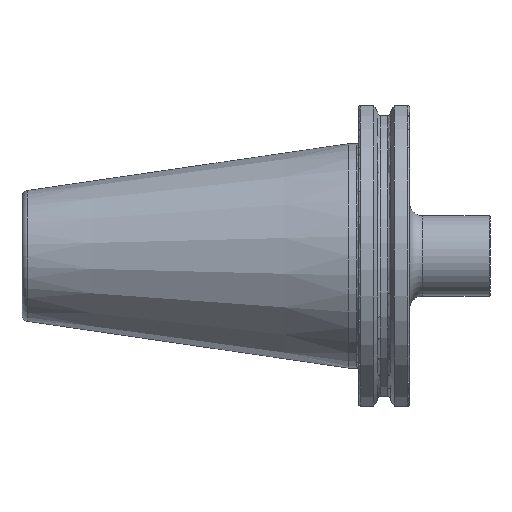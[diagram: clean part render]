
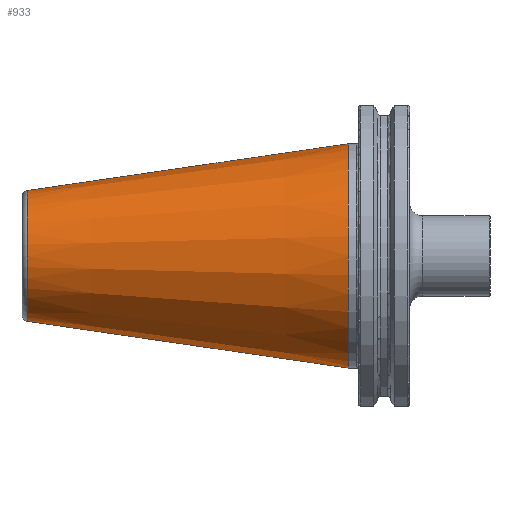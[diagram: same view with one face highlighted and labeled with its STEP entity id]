
A CAD part, front view. The second image highlights one B-rep face of the part: STEP entity #933.
In plain terms, the highlighted conical face has half-angle 8.297 degrees and reference radius 34.925 mm.
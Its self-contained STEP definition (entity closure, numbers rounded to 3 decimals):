
#108 = CARTESIAN_POINT ( 'NONE',  ( 0., 0., -34.925 ) ) ;
#401 = VECTOR ( 'NONE', #2072, 1000. ) ;
#414 = LINE ( 'NONE', #2060, #401 ) ;
#437 = DIRECTION ( 'NONE',  ( 0.99, 0., -0.144 ) ) ;
#470 = CARTESIAN_POINT ( 'NONE',  ( 0., 0., 34.925 ) ) ;
#682 = DIRECTION ( 'NONE',  ( 0., 0., 1. ) ) ;
#723 = VERTEX_POINT ( 'NONE', #3731 ) ;
#757 = DIRECTION ( 'NONE',  ( -1., 0., 0. ) ) ;
#815 = CIRCLE ( 'NONE', #2312, 34.925 ) ;
#910 = CARTESIAN_POINT ( 'NONE',  ( 0., 0., 0. ) ) ;
#933 = ADVANCED_FACE ( 'NONE', ( #5274 ), #5151, .T. ) ;
#1381 = VERTEX_POINT ( 'NONE', #2678 ) ;
#1422 = CIRCLE ( 'NONE', #2862, 20.358 ) ;
#1615 = DIRECTION ( 'NONE',  ( 1., 0., 0. ) ) ;
#1617 = CARTESIAN_POINT ( 'NONE',  ( 0., 0., 0. ) ) ;
#1636 = DIRECTION ( 'NONE',  ( 0., 0., -1. ) ) ;
#1861 = AXIS2_PLACEMENT_3D ( 'NONE', #1617, #1615, #1636 ) ;
#2060 = CARTESIAN_POINT ( 'NONE',  ( 0., 0., 34.925 ) ) ;
#2072 = DIRECTION ( 'NONE',  ( 0.99, 0., 0.144 ) ) ;
#2312 = AXIS2_PLACEMENT_3D ( 'NONE', #910, #757, #682 ) ;
#2555 = VECTOR ( 'NONE', #437, 1000. ) ;
#2561 = LINE ( 'NONE', #108, #2555 ) ;
#2620 = EDGE_CURVE ( 'NONE', #4908, #1381, #2561, .T. ) ;
#2653 = VERTEX_POINT ( 'NONE', #470 ) ;
#2678 = CARTESIAN_POINT ( 'NONE',  ( 0., 0., -34.925 ) ) ;
#2727 = ORIENTED_EDGE ( 'NONE', *, *, #4749, .T. ) ;
#2733 = ORIENTED_EDGE ( 'NONE', *, *, #2620, .T. ) ;
#2739 = ORIENTED_EDGE ( 'NONE', *, *, #4124, .F. ) ;
#2740 = ORIENTED_EDGE ( 'NONE', *, *, #5017, .F. ) ;
#2862 = AXIS2_PLACEMENT_3D ( 'NONE', #4413, #4388, #4356 ) ;
#3731 = CARTESIAN_POINT ( 'NONE',  ( -99.889, 0., 20.358 ) ) ;
#4124 = EDGE_CURVE ( 'NONE', #4908, #723, #1422, .T. ) ;
#4356 = DIRECTION ( 'NONE',  ( 0., 0., 1. ) ) ;
#4388 = DIRECTION ( 'NONE',  ( -1., 0., 0. ) ) ;
#4413 = CARTESIAN_POINT ( 'NONE',  ( -99.889, 0., 0. ) ) ;
#4749 = EDGE_CURVE ( 'NONE', #1381, #2653, #815, .T. ) ;
#4908 = VERTEX_POINT ( 'NONE', #4935 ) ;
#4935 = CARTESIAN_POINT ( 'NONE',  ( -99.889, 0., -20.358 ) ) ;
#5017 = EDGE_CURVE ( 'NONE', #723, #2653, #414, .T. ) ;
#5072 = EDGE_LOOP ( 'NONE', ( #2740, #2739, #2733, #2727 ) ) ;
#5151 = CONICAL_SURFACE ( 'NONE', #1861, 34.925, 0.145 ) ;
#5274 = FACE_OUTER_BOUND ( 'NONE', #5072, .T. ) ;
